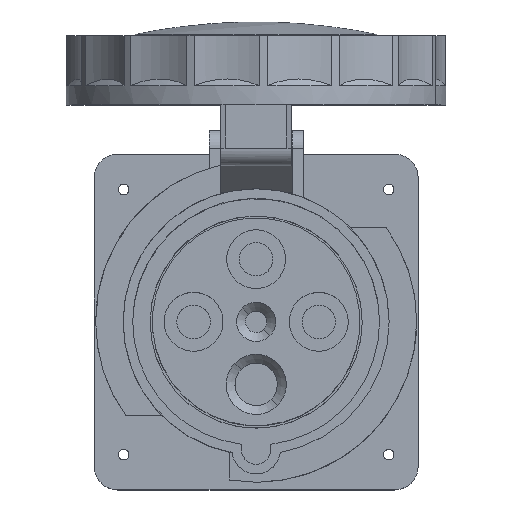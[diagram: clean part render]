
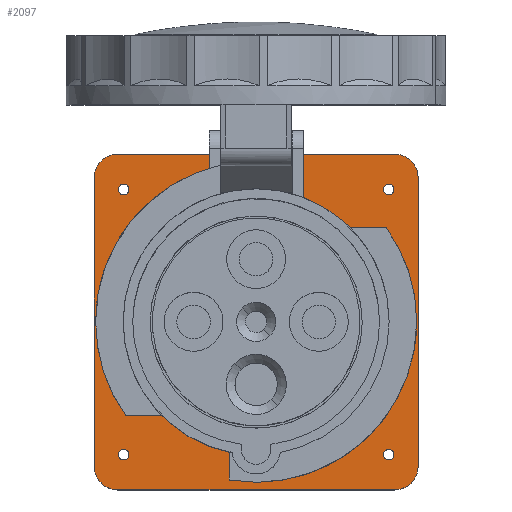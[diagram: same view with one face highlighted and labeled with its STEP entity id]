
A CAD part, top view. The second image highlights one B-rep face of the part: STEP entity #2097.
In plain terms, the highlighted face is planar.
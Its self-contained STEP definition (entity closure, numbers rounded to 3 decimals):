
#204=DIRECTION('',(0.,-1.,0.));
#205=VECTOR('',#204,98.);
#206=CARTESIAN_POINT('',(60.,49.,55.));
#207=LINE('',#206,#205);
#208=CARTESIAN_POINT('',(60.,-49.,47.));
#209=DIRECTION('',(1.,0.,0.));
#210=DIRECTION('',(0.,0.,1.));
#211=AXIS2_PLACEMENT_3D('',#208,#209,#210);
#213=CARTESIAN_POINT('',(60.,-49.,-47.));
#214=DIRECTION('',(1.,0.,0.));
#215=DIRECTION('',(0.,-1.,0.));
#216=AXIS2_PLACEMENT_3D('',#213,#214,#215);
#218=CARTESIAN_POINT('',(60.,49.,-47.));
#219=DIRECTION('',(1.,0.,0.));
#220=DIRECTION('',(0.,0.,-1.));
#221=AXIS2_PLACEMENT_3D('',#218,#219,#220);
#223=CARTESIAN_POINT('',(60.,49.,47.));
#224=DIRECTION('',(1.,0.,0.));
#225=DIRECTION('',(0.,1.,0.));
#226=AXIS2_PLACEMENT_3D('',#223,#224,#225);
#228=DIRECTION('',(0.,0.,1.));
#229=VECTOR('',#228,32.);
#230=CARTESIAN_POINT('',(60.,-45.721,-16.));
#231=LINE('',#230,#229);
#232=DIRECTION('',(0.,1.,0.));
#233=VECTOR('',#232,3.501);
#234=CARTESIAN_POINT('',(60.,-45.721,16.));
#235=LINE('',#234,#233);
#236=CARTESIAN_POINT('',(60.,0.,0.));
#237=DIRECTION('',(-1.,0.,0.));
#238=DIRECTION('',(0.,-0.935,0.354));
#239=AXIS2_PLACEMENT_3D('',#236,#237,#238);
#241=CARTESIAN_POINT('',(60.,0.,0.));
#242=DIRECTION('',(-1.,0.,0.));
#243=DIRECTION('',(0.,0.,1.));
#244=AXIS2_PLACEMENT_3D('',#241,#242,#243);
#246=CARTESIAN_POINT('',(60.,43.4,0.));
#247=DIRECTION('',(-1.,0.,0.));
#248=DIRECTION('',(0.,0.121,0.993));
#249=AXIS2_PLACEMENT_3D('',#246,#247,#248);
#251=CARTESIAN_POINT('',(60.,0.,0.));
#252=DIRECTION('',(-1.,0.,0.));
#253=DIRECTION('',(0.,0.983,-0.181));
#254=AXIS2_PLACEMENT_3D('',#251,#252,#253);
#256=CARTESIAN_POINT('',(60.,0.,0.));
#257=DIRECTION('',(-1.,0.,0.));
#258=DIRECTION('',(0.,0.,-1.));
#259=AXIS2_PLACEMENT_3D('',#256,#257,#258);
#261=DIRECTION('',(0.,-1.,0.));
#262=VECTOR('',#261,3.501);
#263=CARTESIAN_POINT('',(60.,-42.22,-16.));
#264=LINE('',#263,#262);
#265=CARTESIAN_POINT('',(60.,-45.,-45.));
#266=DIRECTION('',(-1.,0.,0.));
#267=DIRECTION('',(0.,0.,1.));
#268=AXIS2_PLACEMENT_3D('',#265,#266,#267);
#270=CARTESIAN_POINT('',(60.,-45.,-45.));
#271=DIRECTION('',(-1.,0.,0.));
#272=DIRECTION('',(0.,0.,-1.));
#273=AXIS2_PLACEMENT_3D('',#270,#271,#272);
#275=CARTESIAN_POINT('',(60.,45.,-45.));
#276=DIRECTION('',(-1.,0.,0.));
#277=DIRECTION('',(0.,0.,-1.));
#278=AXIS2_PLACEMENT_3D('',#275,#276,#277);
#280=CARTESIAN_POINT('',(60.,45.,-45.));
#281=DIRECTION('',(-1.,0.,0.));
#282=DIRECTION('',(0.,0.,1.));
#283=AXIS2_PLACEMENT_3D('',#280,#281,#282);
#285=CARTESIAN_POINT('',(60.,-45.,45.));
#286=DIRECTION('',(-1.,0.,0.));
#287=DIRECTION('',(0.,0.,1.));
#288=AXIS2_PLACEMENT_3D('',#285,#286,#287);
#290=CARTESIAN_POINT('',(60.,-45.,45.));
#291=DIRECTION('',(-1.,0.,0.));
#292=DIRECTION('',(0.,0.,-1.));
#293=AXIS2_PLACEMENT_3D('',#290,#291,#292);
#295=CARTESIAN_POINT('',(60.,45.,45.));
#296=DIRECTION('',(-1.,0.,0.));
#297=DIRECTION('',(0.,0.,-1.));
#298=AXIS2_PLACEMENT_3D('',#295,#296,#297);
#300=CARTESIAN_POINT('',(60.,45.,45.));
#301=DIRECTION('',(-1.,0.,0.));
#302=DIRECTION('',(0.,0.,1.));
#303=AXIS2_PLACEMENT_3D('',#300,#301,#302);
#317=DIRECTION('',(0.,0.,1.));
#318=VECTOR('',#317,94.);
#319=CARTESIAN_POINT('',(60.,-57.,-47.));
#320=LINE('',#319,#318);
#333=DIRECTION('',(0.,-1.,0.));
#334=VECTOR('',#333,98.);
#335=CARTESIAN_POINT('',(60.,49.,-55.));
#336=LINE('',#335,#334);
#349=DIRECTION('',(0.,0.,-1.));
#350=VECTOR('',#349,94.);
#351=CARTESIAN_POINT('',(60.,57.,47.));
#352=LINE('',#351,#350);
#1452=CARTESIAN_POINT('',(60.,-42.22,-16.));
#1453=VERTEX_POINT('',#1452);
#1454=CARTESIAN_POINT('',(60.,44.401,-8.189));
#1455=CARTESIAN_POINT('',(60.,0.,-45.15));
#1456=VERTEX_POINT('',#1454);
#1457=VERTEX_POINT('',#1455);
#1475=CARTESIAN_POINT('',(60.,44.401,8.189));
#1476=VERTEX_POINT('',#1475);
#1477=CARTESIAN_POINT('',(60.,-42.22,16.));
#1478=CARTESIAN_POINT('',(60.,0.,45.15));
#1479=VERTEX_POINT('',#1477);
#1480=VERTEX_POINT('',#1478);
#1513=CARTESIAN_POINT('',(60.,-45.721,16.));
#1514=VERTEX_POINT('',#1513);
#1515=CARTESIAN_POINT('',(60.,-45.721,-16.));
#1516=VERTEX_POINT('',#1515);
#1529=CARTESIAN_POINT('',(60.,49.,55.));
#1530=CARTESIAN_POINT('',(60.,-49.,55.));
#1531=VERTEX_POINT('',#1529);
#1532=VERTEX_POINT('',#1530);
#1533=CARTESIAN_POINT('',(60.,-57.,47.));
#1534=VERTEX_POINT('',#1533);
#1535=CARTESIAN_POINT('',(60.,-57.,-47.));
#1536=VERTEX_POINT('',#1535);
#1537=CARTESIAN_POINT('',(60.,-49.,-55.));
#1538=VERTEX_POINT('',#1537);
#1539=CARTESIAN_POINT('',(60.,49.,-55.));
#1540=VERTEX_POINT('',#1539);
#1541=CARTESIAN_POINT('',(60.,57.,-47.));
#1542=VERTEX_POINT('',#1541);
#1543=CARTESIAN_POINT('',(60.,57.,47.));
#1544=VERTEX_POINT('',#1543);
#1545=CARTESIAN_POINT('',(60.,-45.,-43.2));
#1546=CARTESIAN_POINT('',(60.,-45.,-46.8));
#1547=VERTEX_POINT('',#1545);
#1548=VERTEX_POINT('',#1546);
#1549=CARTESIAN_POINT('',(60.,45.,-46.8));
#1550=CARTESIAN_POINT('',(60.,45.,-43.2));
#1551=VERTEX_POINT('',#1549);
#1552=VERTEX_POINT('',#1550);
#1553=CARTESIAN_POINT('',(60.,-45.,46.8));
#1554=CARTESIAN_POINT('',(60.,-45.,43.2));
#1555=VERTEX_POINT('',#1553);
#1556=VERTEX_POINT('',#1554);
#1557=CARTESIAN_POINT('',(60.,45.,43.2));
#1558=CARTESIAN_POINT('',(60.,45.,46.8));
#1559=VERTEX_POINT('',#1557);
#1560=VERTEX_POINT('',#1558);
#2038=CARTESIAN_POINT('',(60.,51.65,-2.317));
#2039=DIRECTION('',(1.,0.,0.));
#2040=DIRECTION('',(0.,0.,-1.));
#2041=AXIS2_PLACEMENT_3D('',#2038,#2039,#2040);
#2042=PLANE('',#2041);
#2044=ORIENTED_EDGE('',*,*,#2043,.T.);
#2046=ORIENTED_EDGE('',*,*,#2045,.T.);
#2048=ORIENTED_EDGE('',*,*,#2047,.F.);
#2050=ORIENTED_EDGE('',*,*,#2049,.T.);
#2052=ORIENTED_EDGE('',*,*,#2051,.F.);
#2054=ORIENTED_EDGE('',*,*,#2053,.T.);
#2056=ORIENTED_EDGE('',*,*,#2055,.F.);
#2058=ORIENTED_EDGE('',*,*,#2057,.T.);
#2059=EDGE_LOOP('',(#2044,#2046,#2048,#2050,#2052,#2054,#2056,#2058));
#2060=FACE_OUTER_BOUND('',#2059,.F.);
#2061=ORIENTED_EDGE('',*,*,#1975,.T.);
#2062=ORIENTED_EDGE('',*,*,#2023,.T.);
#2063=ORIENTED_EDGE('',*,*,#1903,.T.);
#2064=ORIENTED_EDGE('',*,*,#1901,.T.);
#2066=ORIENTED_EDGE('',*,*,#2065,.T.);
#2067=ORIENTED_EDGE('',*,*,#1872,.T.);
#2068=ORIENTED_EDGE('',*,*,#1870,.T.);
#2070=ORIENTED_EDGE('',*,*,#2069,.T.);
#2071=EDGE_LOOP('',(#2061,#2062,#2063,#2064,#2066,#2067,#2068,#2070));
#2072=FACE_BOUND('',#2071,.F.);
#2074=ORIENTED_EDGE('',*,*,#2073,.T.);
#2076=ORIENTED_EDGE('',*,*,#2075,.T.);
#2077=EDGE_LOOP('',(#2074,#2076));
#2078=FACE_BOUND('',#2077,.F.);
#2080=ORIENTED_EDGE('',*,*,#2079,.T.);
#2082=ORIENTED_EDGE('',*,*,#2081,.T.);
#2083=EDGE_LOOP('',(#2080,#2082));
#2084=FACE_BOUND('',#2083,.F.);
#2086=ORIENTED_EDGE('',*,*,#2085,.T.);
#2088=ORIENTED_EDGE('',*,*,#2087,.T.);
#2089=EDGE_LOOP('',(#2086,#2088));
#2090=FACE_BOUND('',#2089,.F.);
#2092=ORIENTED_EDGE('',*,*,#2091,.T.);
#2094=ORIENTED_EDGE('',*,*,#2093,.T.);
#2095=EDGE_LOOP('',(#2092,#2094));
#2096=FACE_BOUND('',#2095,.F.);
#2097=ADVANCED_FACE('',(#2060,#2072,#2078,#2084,#2090,#2096),#2042,.F.);
#212=CIRCLE('',#211,8.);
#217=CIRCLE('',#216,8.);
#222=CIRCLE('',#221,8.);
#227=CIRCLE('',#226,8.);
#240=CIRCLE('',#239,45.15);
#245=CIRCLE('',#244,45.15);
#250=CIRCLE('',#249,8.25);
#255=CIRCLE('',#254,45.15);
#260=CIRCLE('',#259,45.15);
#269=CIRCLE('',#268,1.8);
#274=CIRCLE('',#273,1.8);
#279=CIRCLE('',#278,1.8);
#284=CIRCLE('',#283,1.8);
#289=CIRCLE('',#288,1.8);
#294=CIRCLE('',#293,1.8);
#299=CIRCLE('',#298,1.8);
#304=CIRCLE('',#303,1.8);
#1870=EDGE_CURVE('',#1457,#1453,#260,.T.);
#1872=EDGE_CURVE('',#1456,#1457,#255,.T.);
#1901=EDGE_CURVE('',#1480,#1476,#245,.T.);
#1903=EDGE_CURVE('',#1479,#1480,#240,.T.);
#1975=EDGE_CURVE('',#1516,#1514,#231,.T.);
#2023=EDGE_CURVE('',#1514,#1479,#235,.T.);
#2043=EDGE_CURVE('',#1531,#1532,#207,.T.);
#2045=EDGE_CURVE('',#1532,#1534,#212,.T.);
#2047=EDGE_CURVE('',#1536,#1534,#320,.T.);
#2049=EDGE_CURVE('',#1536,#1538,#217,.T.);
#2051=EDGE_CURVE('',#1540,#1538,#336,.T.);
#2053=EDGE_CURVE('',#1540,#1542,#222,.T.);
#2055=EDGE_CURVE('',#1544,#1542,#352,.T.);
#2057=EDGE_CURVE('',#1544,#1531,#227,.T.);
#2065=EDGE_CURVE('',#1476,#1456,#250,.T.);
#2069=EDGE_CURVE('',#1453,#1516,#264,.T.);
#2073=EDGE_CURVE('',#1547,#1548,#269,.T.);
#2075=EDGE_CURVE('',#1548,#1547,#274,.T.);
#2079=EDGE_CURVE('',#1551,#1552,#279,.T.);
#2081=EDGE_CURVE('',#1552,#1551,#284,.T.);
#2085=EDGE_CURVE('',#1555,#1556,#289,.T.);
#2087=EDGE_CURVE('',#1556,#1555,#294,.T.);
#2091=EDGE_CURVE('',#1559,#1560,#299,.T.);
#2093=EDGE_CURVE('',#1560,#1559,#304,.T.);
